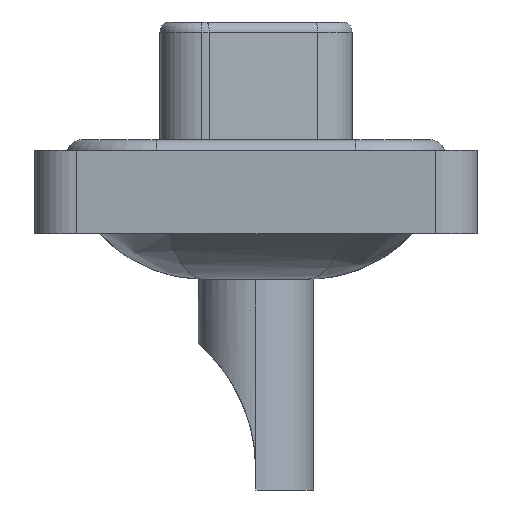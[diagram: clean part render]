
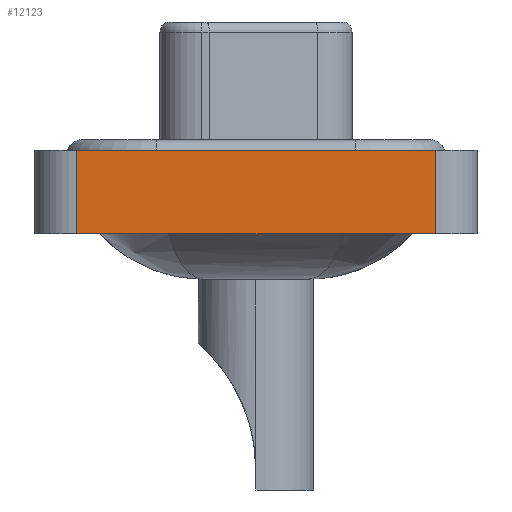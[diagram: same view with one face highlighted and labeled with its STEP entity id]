
A CAD part, left-side view. The second image highlights one B-rep face of the part: STEP entity #12123.
In plain terms, the highlighted planar face has unit normal (-1, 0, 0).
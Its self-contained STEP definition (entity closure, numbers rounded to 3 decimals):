
#1070 = CARTESIAN_POINT ( 'NONE',  ( -7.3, -8.55, -3.6 ) ) ;
#2003 = VERTEX_POINT ( 'NONE', #11923 ) ;
#2324 = ORIENTED_EDGE ( 'NONE', *, *, #2504, .T. ) ;
#2504 = EDGE_CURVE ( 'NONE', #11735, #3659, #7495, .T. ) ;
#3278 = DIRECTION ( 'NONE',  ( -1., 0., 0. ) ) ;
#3659 = VERTEX_POINT ( 'NONE', #14980 ) ;
#4265 = VECTOR ( 'NONE', #7055, 1000. ) ;
#4355 = EDGE_CURVE ( 'NONE', #3659, #2003, #5270, .T. ) ;
#5270 = LINE ( 'NONE', #1070, #4265 ) ;
#5488 = CARTESIAN_POINT ( 'NONE',  ( -7.3, 8.55, 0.4 ) ) ;
#6183 = CARTESIAN_POINT ( 'NONE',  ( -7.3, -8.55, -3.6 ) ) ;
#7055 = DIRECTION ( 'NONE',  ( 0., 0., 1. ) ) ;
#7495 = LINE ( 'NONE', #6183, #12195 ) ;
#7871 = DIRECTION ( 'NONE',  ( 0., 0., 1. ) ) ;
#8196 = ORIENTED_EDGE ( 'NONE', *, *, #17220, .F. ) ;
#8592 = FACE_OUTER_BOUND ( 'NONE', #16625, .T. ) ;
#11113 = AXIS2_PLACEMENT_3D ( 'NONE', #17773, #3278, #7871 ) ;
#11394 = ORIENTED_EDGE ( 'NONE', *, *, #14949, .F. ) ;
#11735 = VERTEX_POINT ( 'NONE', #14799 ) ;
#11923 = CARTESIAN_POINT ( 'NONE',  ( -7.3, -8.55, 0.4 ) ) ;
#12112 = VERTEX_POINT ( 'NONE', #5488 ) ;
#12123 = ADVANCED_FACE ( 'NONE', ( #8592 ), #13176, .T. ) ;
#12195 = VECTOR ( 'NONE', #12295, 1000. ) ;
#12241 = VECTOR ( 'NONE', #14099, 1000. ) ;
#12295 = DIRECTION ( 'NONE',  ( 0., -1., 0. ) ) ;
#12901 = ORIENTED_EDGE ( 'NONE', *, *, #4355, .T. ) ;
#13176 = PLANE ( 'NONE',  #11113 ) ;
#14099 = DIRECTION ( 'NONE',  ( 0., -1., 0. ) ) ;
#14353 = LINE ( 'NONE', #17555, #14539 ) ;
#14539 = VECTOR ( 'NONE', #14561, 1000. ) ;
#14561 = DIRECTION ( 'NONE',  ( 0., 0., 1. ) ) ;
#14799 = CARTESIAN_POINT ( 'NONE',  ( -7.3, 8.55, -3.6 ) ) ;
#14949 = EDGE_CURVE ( 'NONE', #11735, #12112, #14353, .T. ) ;
#14980 = CARTESIAN_POINT ( 'NONE',  ( -7.3, -8.55, -3.6 ) ) ;
#15403 = CARTESIAN_POINT ( 'NONE',  ( -7.3, -8.55, 0.4 ) ) ;
#16625 = EDGE_LOOP ( 'NONE', ( #12901, #8196, #11394, #2324 ) ) ;
#17220 = EDGE_CURVE ( 'NONE', #12112, #2003, #18703, .T. ) ;
#17555 = CARTESIAN_POINT ( 'NONE',  ( -7.3, 8.55, -3.6 ) ) ;
#17773 = CARTESIAN_POINT ( 'NONE',  ( -7.3, -8.55, -3.6 ) ) ;
#18703 = LINE ( 'NONE', #15403, #12241 ) ;
